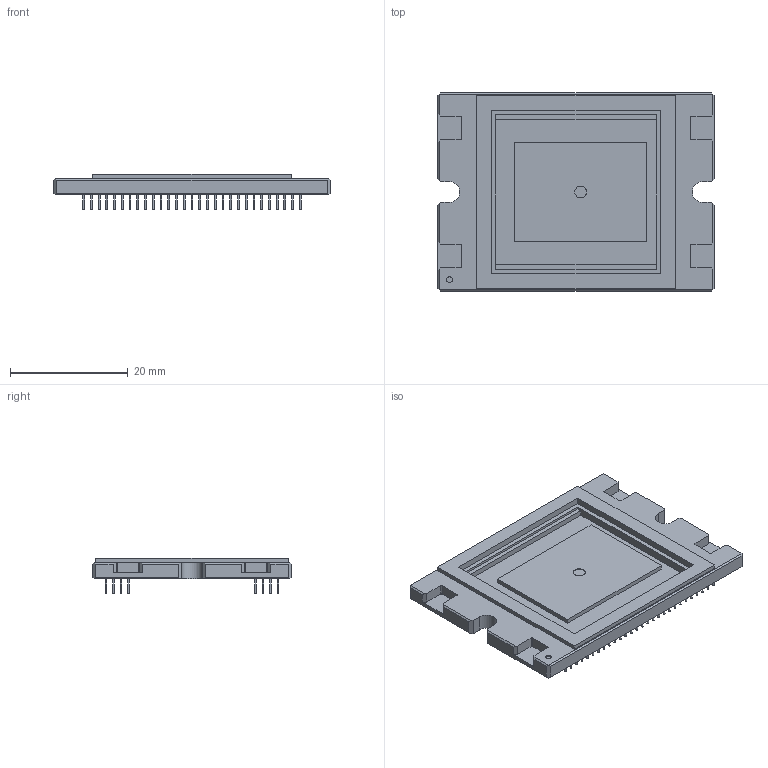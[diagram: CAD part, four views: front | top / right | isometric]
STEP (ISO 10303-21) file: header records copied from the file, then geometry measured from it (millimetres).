
FILE_DESCRIPTION( ( 'Unknown' ), '1' );
FILE_NAME( 'CMV12000v1.stp', 'Unknown', ( 'Manfred Gruber' ), ( 'Apertus' ), 'PSStep 17.0.49', 'Unknown', ' ' );
FILE_SCHEMA( ( 'AUTOMOTIVE_DESIGN { 1 0 10303 214 1 1 1 1 }' ) );
Length unit declared in the file: millimetre
Products named in the file (1): 1
Bounding box: 47 x 33.8 x 5.95 mm (x, y, z)
Volume: 3473.1 mm3; surface area: 4567 mm2
Topology: 1 solids, 1 shells, 556 faces, 949 edges, 630 vertices
Faces by surface type: plane 315, cylinder 241
Full cylindrical faces by diameter (mm): 0.3 x229, 1 x1, 2 x1
Entity records: 16620 total; most frequent: DIRECTION 2314, CARTESIAN_POINT 1905, ORIENTED_EDGE 1436, AXIS2_PLACEMENT_3D 1039, EDGE_LOOP 1022, FACE_OUTER_BOUND 787, EDGE_CURVE 718, VERTEX_POINT 630
